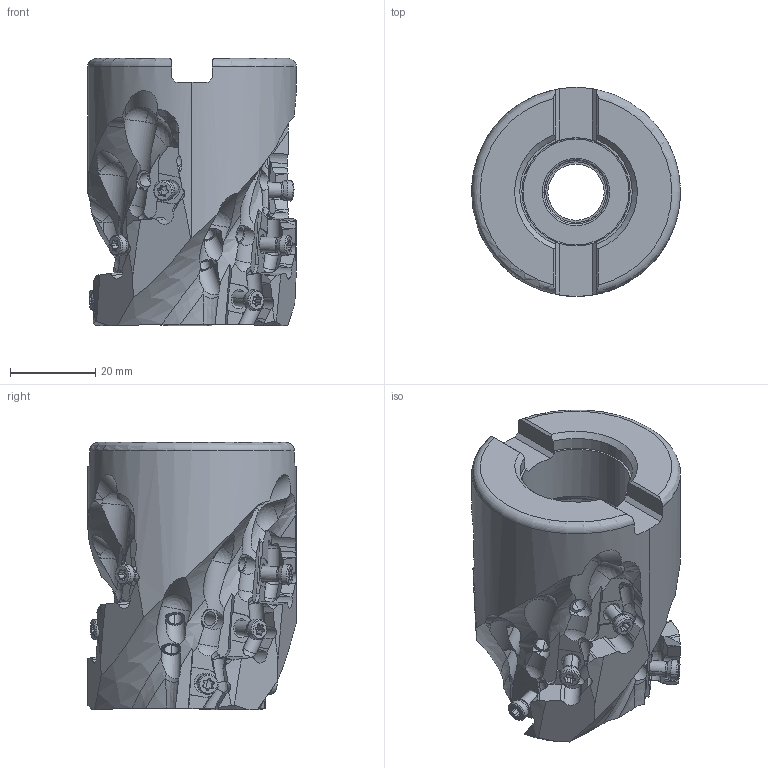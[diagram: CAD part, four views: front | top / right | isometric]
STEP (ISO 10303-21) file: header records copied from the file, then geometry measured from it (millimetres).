
FILE_DESCRIPTION(/* description */ (''),/* implementation_level */ '2;1');
FILE_NAME(/* name */ 'VFX5UR0203CA15.stp',/* time_stamp */ '2017-09-28T11:36:16+09:00',/* author */ (''),/* organization */ (''),/* preprocessor_version */ 'ST-DEVELOPER v16',/* originating_system */ 'SIEMENS PLM Software NX 10.0',/* authorisation */ '');
FILE_SCHEMA (('AUTOMOTIVE_DESIGN { 1 0 10303 214 3 1 1 1 }'));
Products named in the file (1): VFX5UR0203CA15_ASM
Bounding box: 49 x 49 x 62.7 mm (x, y, z)
Volume: 63353.4 mm3; surface area: 21319.6 mm2
Topology: 10 solids, 10 shells, 970 faces, 2858 edges, 1865 vertices
Faces by surface type: cylinder 407, plane 280, cone 123, sphere 57, bspline 45, torus 34, extrusion 24
Entity records: 45407 total; most frequent: CARTESIAN_POINT 20386, ORIENTED_EDGE 5608, DIRECTION 4796, EDGE_CURVE 2804, AXIS2_PLACEMENT_3D 1930, VERTEX_POINT 1865, EDGE_LOOP 1013, ADVANCED_FACE 970
